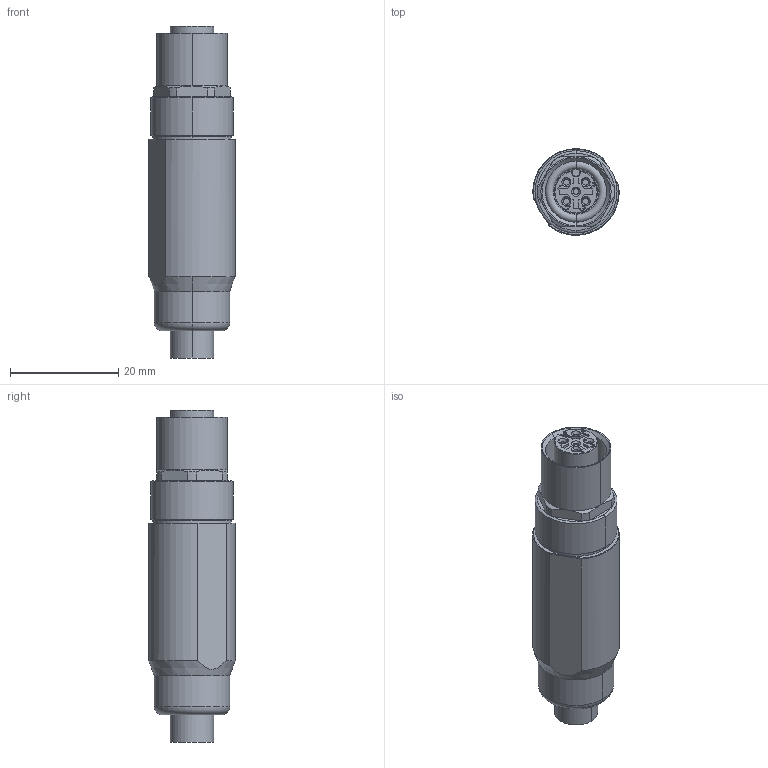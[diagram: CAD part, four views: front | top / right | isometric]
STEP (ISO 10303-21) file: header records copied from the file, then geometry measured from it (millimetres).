
FILE_DESCRIPTION((''),'2;1');
FILE_NAME('C-1-2823450-3','2017-01-09T',('workeradm'),('Tyco Electronics Ltd.'),'CREO PARAMETRIC BY PTC INC, 2016050','CREO PARAMETRIC BY PTC INC, 2016050','');
FILE_SCHEMA(('AUTOMOTIVE_DESIGN { 1 0 10303 214 1 1 1 1 }'));
Length unit declared in the file: millimetre
Products named in the file (1): C-1-2823450-3
Bounding box: 15.99 x 16 x 61.42 mm (x, y, z)
Volume: 9513.2 mm3; surface area: 3700.7 mm2
Topology: 1 solids, 1 shells, 224 faces, 576 edges, 370 vertices
Faces by surface type: plane 146, cylinder 44, cone 20, torus 14
Entity records: 7112 total; most frequent: CARTESIAN_POINT 1432, ORIENTED_EDGE 1152, DIRECTION 1120, EDGE_CURVE 576, VECTOR 432, LINE 432, VERTEX_POINT 370, AXIS2_PLACEMENT_3D 344
